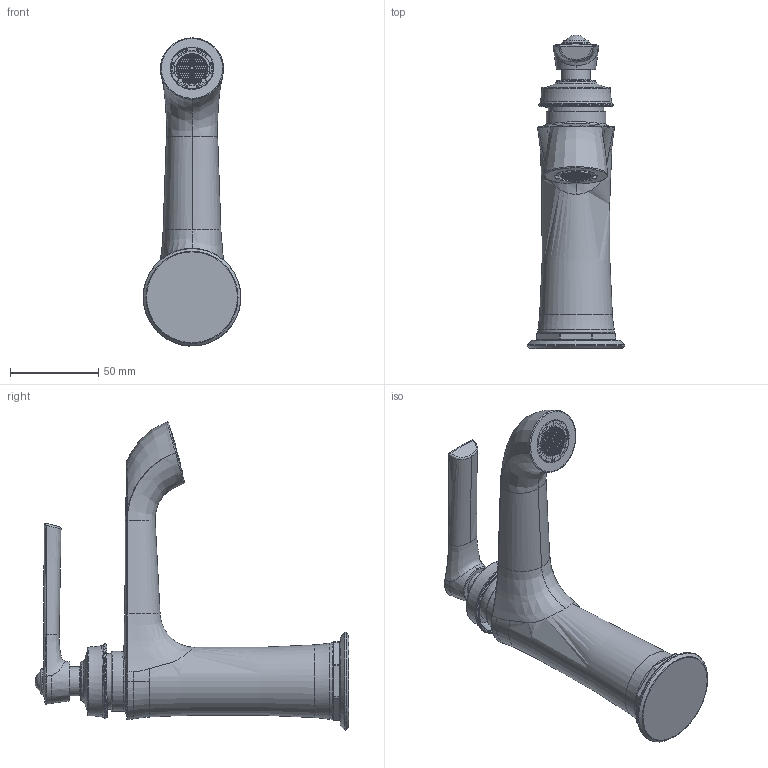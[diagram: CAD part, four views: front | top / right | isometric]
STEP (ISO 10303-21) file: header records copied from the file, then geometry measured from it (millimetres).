
FILE_DESCRIPTION(/* description */ (''),/* implementation_level */ '2;1');
FILE_NAME(/* name */ 'bb3a4dca-b842-4756-8b68-bbf978d57b3b.stp',/* time_stamp */ '2019-05-20T06:57:05+00:00',/* author */ (''),/* organization */ (''),/* preprocessor_version */ 'ST-DEVELOPER v18',/* originating_system */ 'Autodesk Translation Framework v8.2.0.1029',/* authorisation */ '');
FILE_SCHEMA (('AUTOMOTIVE_DESIGN { 1 0 10303 214 3 1 1 }'));
Length unit declared in the file: millimetre
Products named in the file (1): !AM5210
Bounding box: 55.55 x 178.2 x 174.94 mm (x, y, z)
Volume: 268687.7 mm3; surface area: 50262.1 mm2
Topology: 6 solids, 6 shells, 1429 faces, 4298 edges, 2802 vertices
Faces by surface type: plane 1193, cylinder 117, bspline 52, torus 46, cone 14, sphere 7
Full cylindrical faces by diameter (mm): 16.2 x1, 16.5 x1, 16.6 x1, 16.7 x1, 17.2 x2, 20 x1, 20.3 x1, 21 x1, 21.8 x1, 24 x2, 24.9 x1, 27 x1, 34 x1, 44.2 x1
Entity records: 63232 total; most frequent: CARTESIAN_POINT 23731, ORIENTED_EDGE 8594, DIRECTION 7584, EDGE_CURVE 4297, LINE 3574, VECTOR 3574, VERTEX_POINT 2802, AXIS2_PLACEMENT_3D 2005
